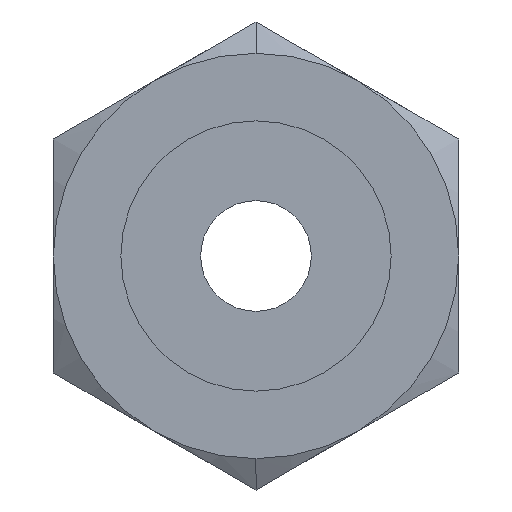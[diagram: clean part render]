
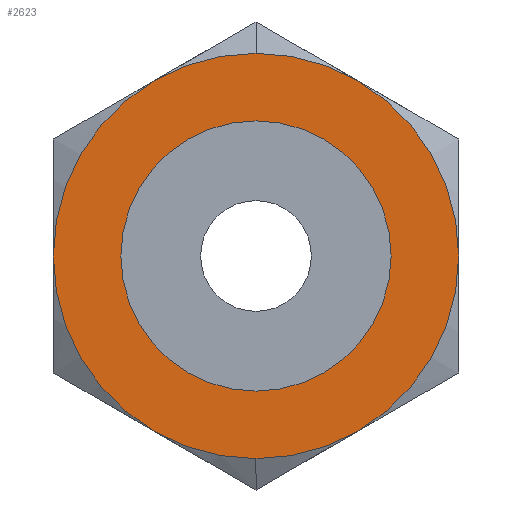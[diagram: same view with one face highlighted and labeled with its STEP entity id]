
A CAD part, left-side view. The second image highlights one B-rep face of the part: STEP entity #2623.
In plain terms, the highlighted planar face has unit normal (-1, 0, 0).
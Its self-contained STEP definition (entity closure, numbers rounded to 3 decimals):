
#383 = DIRECTION ( 'NONE',  ( 0., 0., 1. ) ) ;
#552 = DIRECTION ( 'NONE',  ( 1., 0., 0. ) ) ;
#597 = ORIENTED_EDGE ( 'NONE', *, *, #8107, .T. ) ;
#679 = ORIENTED_EDGE ( 'NONE', *, *, #1329, .F. ) ;
#733 = VERTEX_POINT ( 'NONE', #5820 ) ;
#1329 = EDGE_CURVE ( 'NONE', #9421, #4710, #6507, .T. ) ;
#1351 = CARTESIAN_POINT ( 'NONE',  ( 0., 0., 0. ) ) ;
#1355 = FACE_BOUND ( 'NONE', #6313, .T. ) ;
#2623 = ADVANCED_FACE ( 'NONE', ( #1355, #6422 ), #4737, .T. ) ;
#3234 = CIRCLE ( 'NONE', #9903, 19.05 ) ;
#3573 = CIRCLE ( 'NONE', #10427, 12.7 ) ;
#3664 = CARTESIAN_POINT ( 'NONE',  ( 0., 0., 19.05 ) ) ;
#3691 = DIRECTION ( 'NONE',  ( 1., 0., 0. ) ) ;
#4319 = AXIS2_PLACEMENT_3D ( 'NONE', #1351, #552, #5729 ) ;
#4376 = DIRECTION ( 'NONE',  ( 0., 0., -1. ) ) ;
#4710 = VERTEX_POINT ( 'NONE', #3664 ) ;
#4737 = PLANE ( 'NONE',  #7533 ) ;
#5561 = VERTEX_POINT ( 'NONE', #9722 ) ;
#5578 = ORIENTED_EDGE ( 'NONE', *, *, #7625, .F. ) ;
#5729 = DIRECTION ( 'NONE',  ( 0., 0., 1. ) ) ;
#5820 = CARTESIAN_POINT ( 'NONE',  ( 0., 0., -12.7 ) ) ;
#6023 = ORIENTED_EDGE ( 'NONE', *, *, #9272, .T. ) ;
#6111 = DIRECTION ( 'NONE',  ( 0., 0., -1. ) ) ;
#6313 = EDGE_LOOP ( 'NONE', ( #6023, #597 ) ) ;
#6422 = FACE_OUTER_BOUND ( 'NONE', #7051, .T. ) ;
#6507 = CIRCLE ( 'NONE', #9382, 19.05 ) ;
#6739 = DIRECTION ( 'NONE',  ( 1., 0., 0. ) ) ;
#6804 = DIRECTION ( 'NONE',  ( 1., 0., 0. ) ) ;
#7051 = EDGE_LOOP ( 'NONE', ( #5578, #679 ) ) ;
#7275 = CARTESIAN_POINT ( 'NONE',  ( 0., 0., 9.525 ) ) ;
#7533 = AXIS2_PLACEMENT_3D ( 'NONE', #7275, #8300, #383 ) ;
#7536 = DIRECTION ( 'NONE',  ( 0., 0., 1. ) ) ;
#7538 = CARTESIAN_POINT ( 'NONE',  ( 0., 0., -19.05 ) ) ;
#7625 = EDGE_CURVE ( 'NONE', #4710, #9421, #3234, .T. ) ;
#8107 = EDGE_CURVE ( 'NONE', #5561, #733, #8478, .T. ) ;
#8300 = DIRECTION ( 'NONE',  ( -1., 0., 0. ) ) ;
#8478 = CIRCLE ( 'NONE', #4319, 12.7 ) ;
#8727 = CARTESIAN_POINT ( 'NONE',  ( 0., 0., 0. ) ) ;
#9272 = EDGE_CURVE ( 'NONE', #733, #5561, #3573, .T. ) ;
#9328 = CARTESIAN_POINT ( 'NONE',  ( 0., 0., 0. ) ) ;
#9382 = AXIS2_PLACEMENT_3D ( 'NONE', #9567, #6804, #6111 ) ;
#9421 = VERTEX_POINT ( 'NONE', #7538 ) ;
#9567 = CARTESIAN_POINT ( 'NONE',  ( 0., 0., 0. ) ) ;
#9722 = CARTESIAN_POINT ( 'NONE',  ( 0., 0., 12.7 ) ) ;
#9903 = AXIS2_PLACEMENT_3D ( 'NONE', #9328, #6739, #7536 ) ;
#10427 = AXIS2_PLACEMENT_3D ( 'NONE', #8727, #3691, #4376 ) ;
